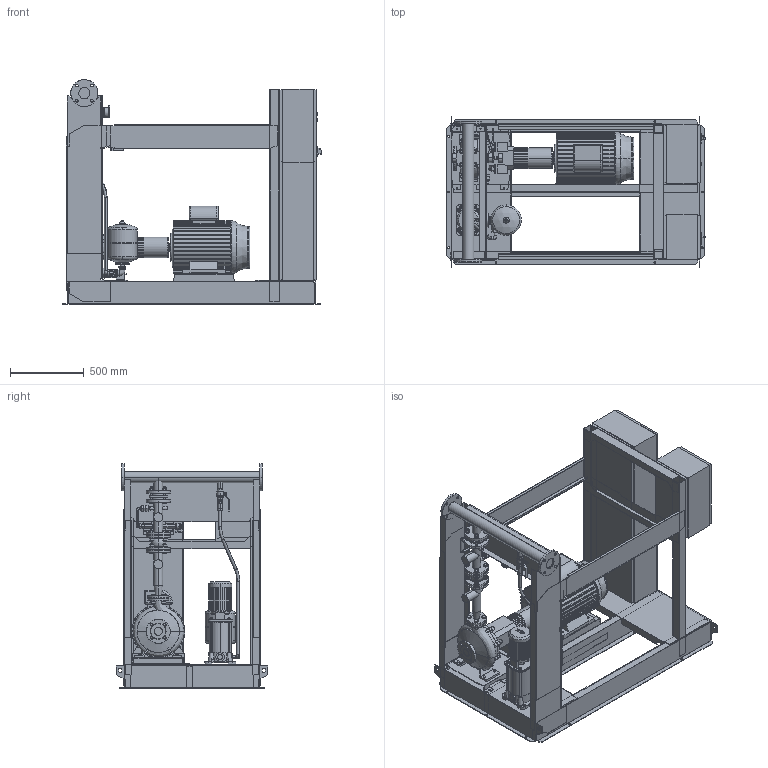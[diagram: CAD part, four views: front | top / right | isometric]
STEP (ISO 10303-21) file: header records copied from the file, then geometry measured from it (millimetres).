
FILE_DESCRIPTION((''),'2;1');
FILE_NAME('3d_Sifire-EN-32_250-235-22_1.1EJ-4183725.stp','2015-05-25T14:14:10',(''),(''),'Mechanical Desktop 2009','Mechanical Desktop 2009',', , ');
FILE_SCHEMA(('CONFIG_CONTROL_DESIGN'));
Length unit declared in the file: millimetre
Products named in the file (1): Product
Bounding box: 1754.5 x 1026 x 1527.5 mm (x, y, z)
Volume: 293874994.2 mm3; surface area: 22369734.2 mm2
Topology: 138 solids, 138 shells, 3564 faces, 8749 edges, 5584 vertices
Faces by surface type: plane 1421, bspline 991, cylinder 752, cone 272, torus 98, sphere 30
Entity records: 115862 total; most frequent: CARTESIAN_POINT 35552, ORIENTED_EDGE 17446, DIRECTION 15319, EDGE_CURVE 8723, VERTEX_POINT 5583, AXIS2_PLACEMENT_3D 5141, VECTOR 5037, LINE 5037
